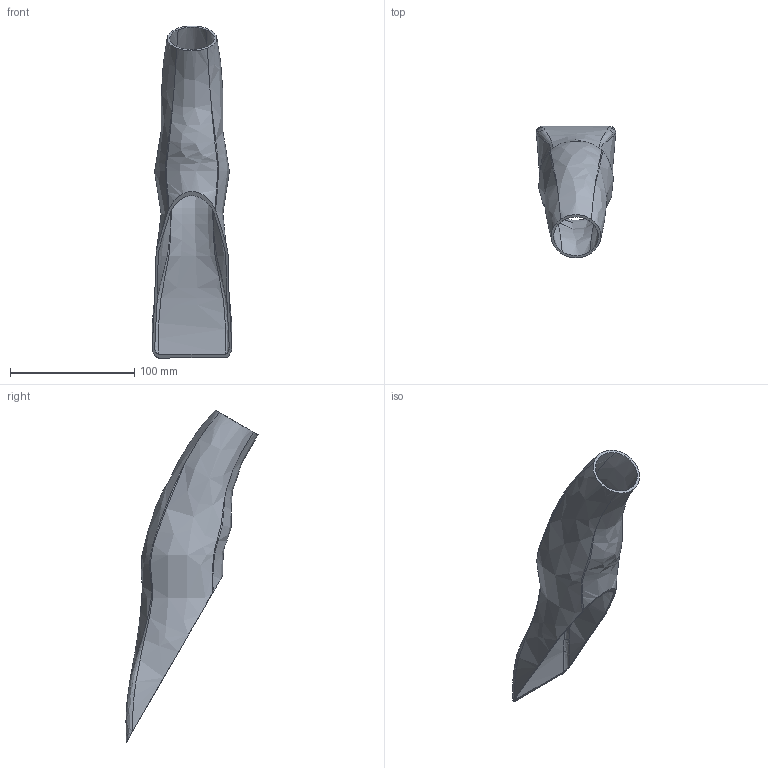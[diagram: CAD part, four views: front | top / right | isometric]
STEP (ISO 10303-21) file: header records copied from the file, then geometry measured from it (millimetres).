
FILE_DESCRIPTION(/* description */ (''),/* implementation_level */ '2;1');
FILE_NAME(/* name */ 'Bauteil8.stp',/* time_stamp */ '2016-09-16T13:33:39+02:00',/* author */ ('AndreasM'),/* organization */ (''),/* preprocessor_version */ 'ST-DEVELOPER v16.1',/* originating_system */ 'Autodesk Inventor 2016',/* authorisation */ '');
FILE_SCHEMA (('AUTOMOTIVE_DESIGN { 1 0 10303 214 3 1 1 }'));
Length unit declared in the file: millimetre
Products named in the file (1): Bauteil8
Bounding box: 64.09 x 106.44 x 267.55 mm (x, y, z)
Volume: 72599.4 mm3; surface area: 73743.1 mm2
Topology: 1 solids, 1 shells, 18 faces, 149 edges, 159 vertices
Faces by surface type: bspline 16, plane 2
Entity records: 6578 total; most frequent: CARTESIAN_POINT 5752, ORIENTED_EDGE 212, EDGE_CURVE 106, B_SPLINE_CURVE_WITH_KNOTS 102, VERTEX_POINT 90, DIRECTION 66, TRIMMED_CURVE 34, AXIS2_PLACEMENT_3D 24
